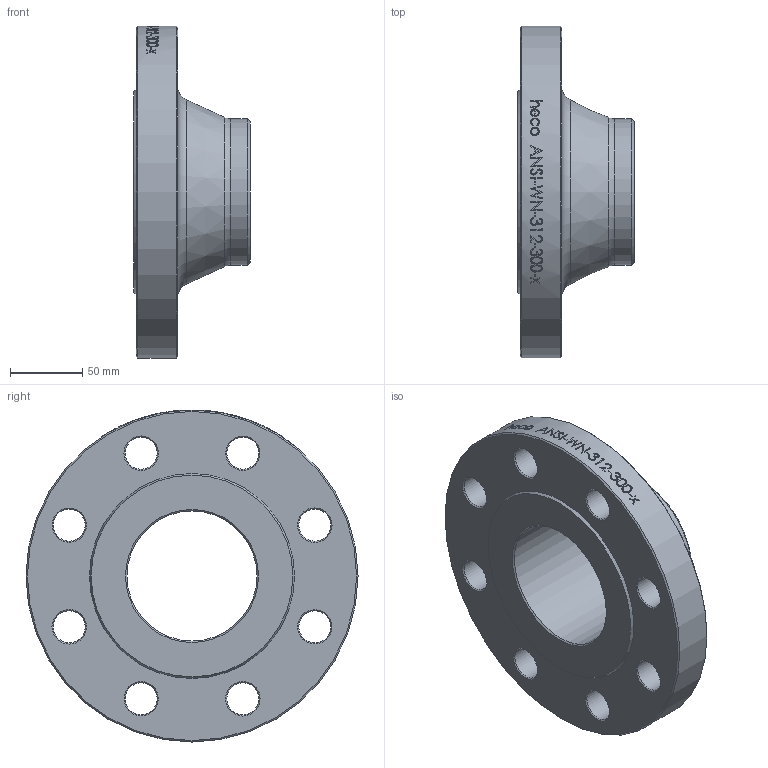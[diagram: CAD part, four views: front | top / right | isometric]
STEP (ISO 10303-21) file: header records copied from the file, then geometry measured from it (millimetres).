
FILE_DESCRIPTION (( 'STEP AP214' ), '1' );
FILE_NAME ('ANSI-WN-312-300-x Vorschweissflansch ASME B16.5 Class300 2102.STEP', '2021-02-09T14:29:03', ( '' ), ( '' ), 'SwSTEP 2.0', 'SolidWorks 2019', '' );
FILE_SCHEMA (( 'AUTOMOTIVE_DESIGN' ));
Length unit declared in the file: millimetre
Products named in the file (1): ANSI-WN-312-300-x Vorschweissflansch ASME B16.5 Class300 2102
Bounding box: 81 x 230 x 230 mm (x, y, z)
Volume: 1119251 mm3; surface area: 134911.8 mm2
Topology: 1 solids, 1 shells, 65 faces, 306 edges, 270 vertices
Faces by surface type: cylinder 37, cone 22, plane 4, torus 2
Full cylindrical faces by diameter (mm): 22.2 x8, 90.1 x1, 101.6 x1, 230 x1
Entity records: 7410 total; most frequent: CARTESIAN_POINT 4893, ORIENTED_EDGE 516, DIRECTION 348, VERTEX_POINT 258, EDGE_CURVE 258, AXIS2_PLACEMENT_3D 160, EDGE_LOOP 146, B_SPLINE_CURVE_WITH_KNOTS 136
